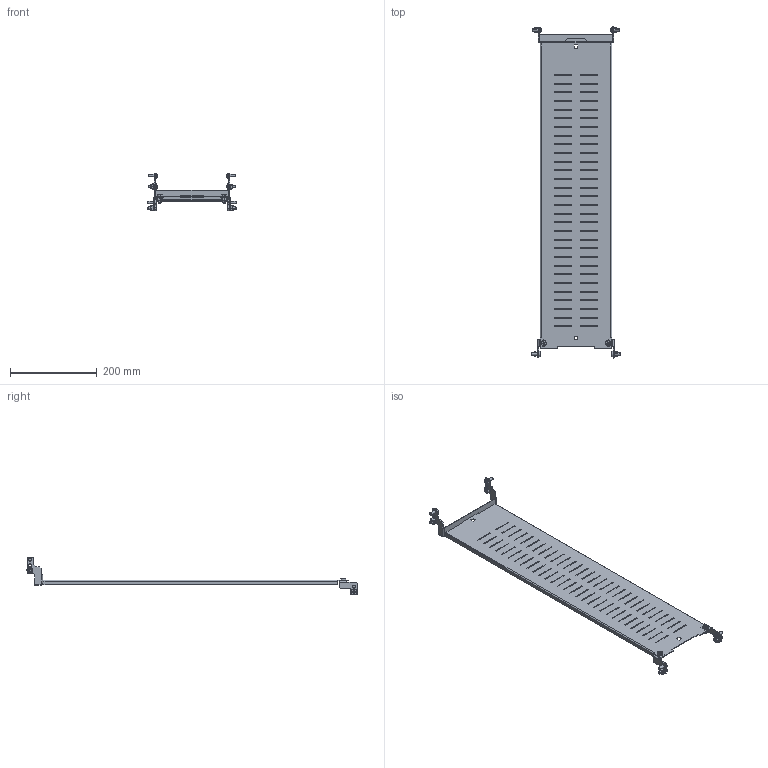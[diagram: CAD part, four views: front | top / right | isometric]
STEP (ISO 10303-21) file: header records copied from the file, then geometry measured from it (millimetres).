
FILE_DESCRIPTION (( 'STEP AP214' ), '1' );
FILE_NAME ('PCH28 Ïàíåëü ãîðèçîíòàëüíàÿ.STEP', '2020-08-04T10:12:39', ( '' ), ( '' ), 'SwSTEP 2.0', 'SolidWorks 2019', '' );
FILE_SCHEMA (( 'AUTOMOTIVE_DESIGN' ));
Length unit declared in the file: millimetre
Products named in the file (9): Âèíò Ì6 DIN 7985_6å16; AVT004.15.00.02 赶鎀鍧_00; AVT004.15.00.02 赶鎀鍧_01; PCH28 Ïàíåëü ãîðèçîíòàëüíàÿ; Ãàéêà çàêëàäíàÿ Ì6 àðò.2106Ñ_00; Ãàéêà êëåòåâàÿ Ì6_3À; AVT001.15.00.16 逄闉_00; Âèíò ñàìîíàðåçàþùèé Ì6 DIN 7516À_6å16; AVT001.15.00.17 椻譇燲00
Assembly tree (20 placements, depth 2):
  PCH28 Ïàíåëü ãîðèçîíòàëüíàÿ
    AVT001.15.00.17 椻譇燲00
    AVT004.15.00.02 赶鎀鍧_00
    AVT001.15.00.16 逄闉_00
    AVT004.15.00.02 赶鎀鍧_01
    Ãàéêà êëåòåâàÿ Ì6_3À  x4
    Âèíò Ì6 DIN 7985_6å16  x6
    Âèíò ñàìîíàðåçàþùèé Ì6 DIN 7516À_6å16  x4
    Ãàéêà çàêëàäíàÿ Ì6 àðò.2106Ñ_00  x2
Bounding box: 204 x 766.39 x 87.25 mm (x, y, z)
Volume: 217323.5 mm3; surface area: 293410.8 mm2
Topology: 22 solids, 22 shells, 1102 faces, 2852 edges, 1804 vertices
Faces by surface type: plane 850, cylinder 216, sphere 20, cone 12, bspline 4
Entity records: 20439 total; most frequent: CARTESIAN_POINT 3755, ORIENTED_EDGE 3404, DIRECTION 3170, EDGE_CURVE 1702, LINE 1468, VECTOR 1468, VERTEX_POINT 1082, AXIS2_PLACEMENT_3D 851
